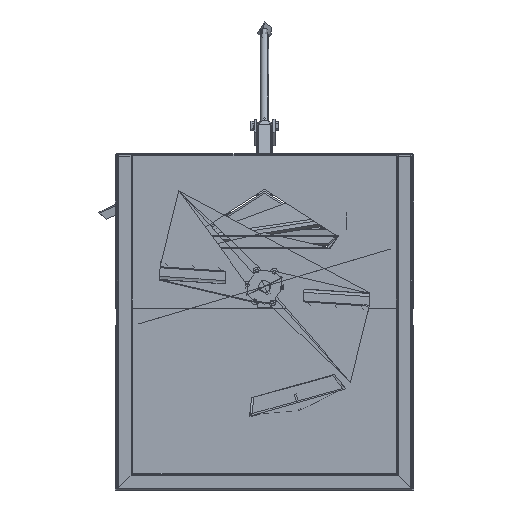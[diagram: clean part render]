
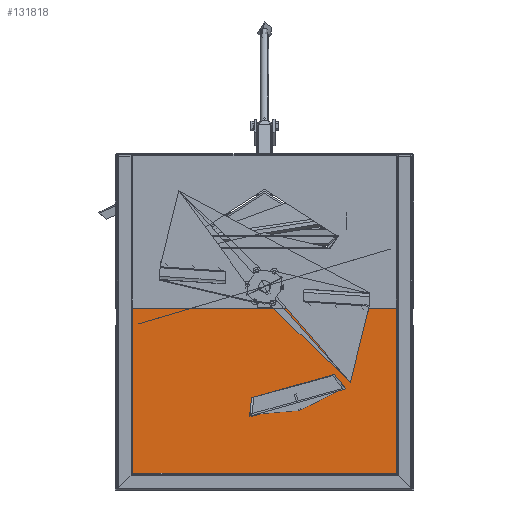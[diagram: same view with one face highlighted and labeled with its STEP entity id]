
A CAD part, front view. The second image highlights one B-rep face of the part: STEP entity #131818.
In plain terms, the highlighted free-form (B-spline) face has degree [1, 1] with [2, 2] control points.
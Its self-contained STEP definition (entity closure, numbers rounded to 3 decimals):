
#131374 = VERTEX_POINT('',#131375);
#131375 = CARTESIAN_POINT('',(-190.071,74.914,
    -214.166));
#131382 = EDGE_CURVE('',#131383,#131374,#131385,.T.);
#131383 = VERTEX_POINT('',#131384);
#131384 = CARTESIAN_POINT('',(-190.697,74.914,
    -214.166));
#131385 = B_SPLINE_CURVE_WITH_KNOTS('',1,(#131386,#131387),
  .UNSPECIFIED.,.F.,.F.,(2,2),(0.,0.737),.PIECEWISE_BEZIER_KNOTS.);
#131386 = CARTESIAN_POINT('',(-190.697,74.914,
    -214.166));
#131387 = CARTESIAN_POINT('',(-190.071,74.914,
    -214.166));
#131409 = EDGE_CURVE('',#131374,#131410,#131412,.T.);
#131410 = VERTEX_POINT('',#131411);
#131411 = CARTESIAN_POINT('',(190.071,74.914,
    -214.166));
#131412 = B_SPLINE_CURVE_WITH_KNOTS('',1,(#131413,#131414),
  .UNSPECIFIED.,.F.,.F.,(2,2),(0.737,447.79),
  .PIECEWISE_BEZIER_KNOTS.);
#131413 = CARTESIAN_POINT('',(-190.071,74.914,
    -214.166));
#131414 = CARTESIAN_POINT('',(190.071,74.914,
    -214.166));
#131600 = VERTEX_POINT('',#131601);
#131601 = CARTESIAN_POINT('',(190.697,74.914,
    -214.166));
#131606 = EDGE_CURVE('',#131410,#131600,#131607,.T.);
#131607 = B_SPLINE_CURVE_WITH_KNOTS('',1,(#131608,#131609),
  .UNSPECIFIED.,.F.,.F.,(2,2),(447.79,448.527),
  .PIECEWISE_BEZIER_KNOTS.);
#131608 = CARTESIAN_POINT('',(190.071,74.914,
    -214.166));
#131609 = CARTESIAN_POINT('',(190.697,74.914,
    -214.166));
#131818 = ADVANCED_FACE('',(#131819),#131871,.T.);
#131819 = FACE_BOUND('',#131820,.T.);
#131820 = EDGE_LOOP('',(#131821,#131828,#131829,#131830,#131831,#131838,
    #131845,#131852,#131859,#131866));
#131821 = ORIENTED_EDGE('',*,*,#131822,.F.);
#131822 = EDGE_CURVE('',#131383,#131823,#131825,.T.);
#131823 = VERTEX_POINT('',#131824);
#131824 = CARTESIAN_POINT('',(-190.697,74.914,
    -3.571));
#131825 = B_SPLINE_CURVE_WITH_KNOTS('',1,(#131826,#131827),
  .UNSPECIFIED.,.F.,.F.,(2,2),(2.337,250.),.PIECEWISE_BEZIER_KNOTS.);
#131826 = CARTESIAN_POINT('',(-190.697,74.914,
    -214.166));
#131827 = CARTESIAN_POINT('',(-190.697,74.914,
    -3.571));
#131828 = ORIENTED_EDGE('',*,*,#131382,.T.);
#131829 = ORIENTED_EDGE('',*,*,#131409,.T.);
#131830 = ORIENTED_EDGE('',*,*,#131606,.T.);
#131831 = ORIENTED_EDGE('',*,*,#131832,.F.);
#131832 = EDGE_CURVE('',#131833,#131600,#131835,.T.);
#131833 = VERTEX_POINT('',#131834);
#131834 = CARTESIAN_POINT('',(190.697,74.914,
    -3.571));
#131835 = B_SPLINE_CURVE_WITH_KNOTS('',1,(#131836,#131837),
  .UNSPECIFIED.,.F.,.F.,(2,2),(0.,247.663),
  .PIECEWISE_BEZIER_KNOTS.);
#131836 = CARTESIAN_POINT('',(190.697,74.914,
    -3.571));
#131837 = CARTESIAN_POINT('',(190.697,74.914,
    -214.166));
#131838 = ORIENTED_EDGE('',*,*,#131839,.F.);
#131839 = EDGE_CURVE('',#131840,#131833,#131842,.T.);
#131840 = VERTEX_POINT('',#131841);
#131841 = CARTESIAN_POINT('',(169.725,74.914,
    -3.571));
#131842 = B_SPLINE_CURVE_WITH_KNOTS('',1,(#131843,#131844),
  .UNSPECIFIED.,.F.,.F.,(2,2),(0.,24.663),.PIECEWISE_BEZIER_KNOTS.);
#131843 = CARTESIAN_POINT('',(169.725,74.914,
    -3.571));
#131844 = CARTESIAN_POINT('',(190.697,74.914,
    -3.571));
#131845 = ORIENTED_EDGE('',*,*,#131846,.F.);
#131846 = EDGE_CURVE('',#131847,#131840,#131849,.T.);
#131847 = VERTEX_POINT('',#131848);
#131848 = CARTESIAN_POINT('',(169.725,74.914,
    18.027));
#131849 = B_SPLINE_CURVE_WITH_KNOTS('',1,(#131850,#131851),
  .UNSPECIFIED.,.F.,.F.,(2,2),(-25.4,-0.),.PIECEWISE_BEZIER_KNOTS.);
#131850 = CARTESIAN_POINT('',(169.725,74.914,
    18.027));
#131851 = CARTESIAN_POINT('',(169.725,74.914,
    -3.571));
#131852 = ORIENTED_EDGE('',*,*,#131853,.F.);
#131853 = EDGE_CURVE('',#131854,#131847,#131856,.T.);
#131854 = VERTEX_POINT('',#131855);
#131855 = CARTESIAN_POINT('',(-169.725,74.914,
    18.027));
#131856 = B_SPLINE_CURVE_WITH_KNOTS('',1,(#131857,#131858),
  .UNSPECIFIED.,.F.,.F.,(2,2),(0.,399.2),
  .PIECEWISE_BEZIER_KNOTS.);
#131857 = CARTESIAN_POINT('',(-169.725,74.914,
    18.027));
#131858 = CARTESIAN_POINT('',(169.725,74.914,
    18.027));
#131859 = ORIENTED_EDGE('',*,*,#131860,.F.);
#131860 = EDGE_CURVE('',#131861,#131854,#131863,.T.);
#131861 = VERTEX_POINT('',#131862);
#131862 = CARTESIAN_POINT('',(-169.725,74.914,
    -3.571));
#131863 = B_SPLINE_CURVE_WITH_KNOTS('',1,(#131864,#131865),
  .UNSPECIFIED.,.F.,.F.,(2,2),(0.,25.4),.PIECEWISE_BEZIER_KNOTS.);
#131864 = CARTESIAN_POINT('',(-169.725,74.914,
    -3.571));
#131865 = CARTESIAN_POINT('',(-169.725,74.914,
    18.027));
#131866 = ORIENTED_EDGE('',*,*,#131867,.F.);
#131867 = EDGE_CURVE('',#131823,#131861,#131868,.T.);
#131868 = B_SPLINE_CURVE_WITH_KNOTS('',1,(#131869,#131870),
  .UNSPECIFIED.,.F.,.F.,(2,2),(0.737,25.4),
  .PIECEWISE_BEZIER_KNOTS.);
#131869 = CARTESIAN_POINT('',(-190.697,74.914,
    -3.571));
#131870 = CARTESIAN_POINT('',(-169.725,74.914,
    -3.571));
#131871 = B_SPLINE_SURFACE_WITH_KNOTS('',1,1,(
    (#131872,#131873)
    ,(#131874,#131875
    )),.UNSPECIFIED.,.F.,.F.,.F.,(2,2),(2,2),(-139.062,
    134.002),(-224.125,224.402),
  .PIECEWISE_BEZIER_KNOTS.);
#131872 = CARTESIAN_POINT('',(-190.697,74.914,
    18.027));
#131873 = CARTESIAN_POINT('',(190.697,74.914,
    18.027));
#131874 = CARTESIAN_POINT('',(-190.697,74.914,
    -214.166));
#131875 = CARTESIAN_POINT('',(190.697,74.914,
    -214.166));
